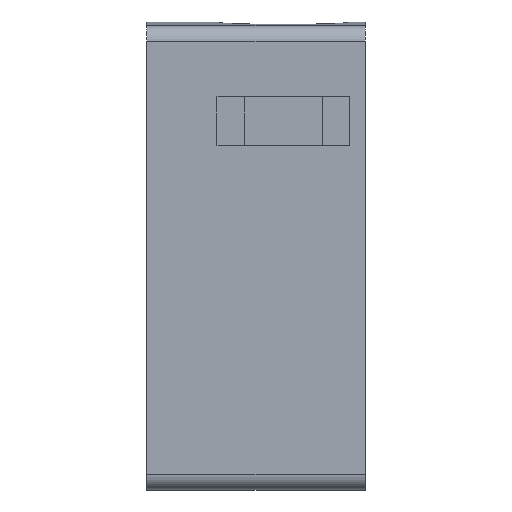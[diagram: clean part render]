
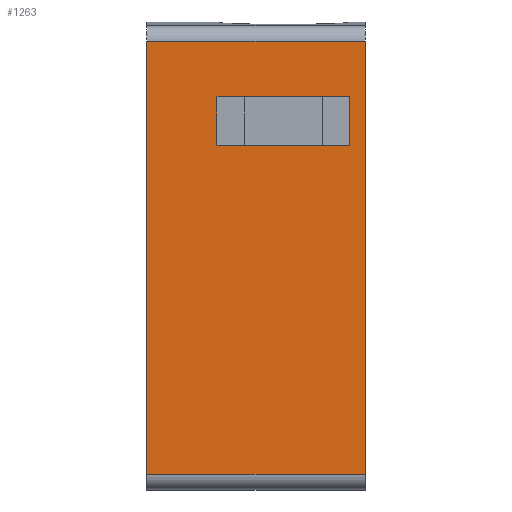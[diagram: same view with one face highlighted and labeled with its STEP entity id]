
A CAD part, front view. The second image highlights one B-rep face of the part: STEP entity #1263.
In plain terms, the highlighted planar face has unit normal (0, -1, 0).
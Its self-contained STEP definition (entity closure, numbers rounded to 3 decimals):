
#1216=AXIS2_PLACEMENT_3D('Plane Axis2P3D',#1213,#1214,#1215) ;
#154=CARTESIAN_POINT('Vertex',(14.,0.,28.772)) ;
#157=CARTESIAN_POINT('Line Origine',(14.,0.,14.886)) ;
#161=CARTESIAN_POINT('Vertex',(14.,0.,1.)) ;
#247=CARTESIAN_POINT('Vertex',(0.,0.,1.)) ;
#250=CARTESIAN_POINT('Line Origine',(0.,0.,14.886)) ;
#254=CARTESIAN_POINT('Vertex',(0.,0.,28.772)) ;
#460=CARTESIAN_POINT('Line Origine',(7.,0.,1.)) ;
#1213=CARTESIAN_POINT('Axis2P3D Location',(0.,0.,0.)) ;
#1218=CARTESIAN_POINT('Line Origine',(7.,0.,28.772)) ;
#1229=CARTESIAN_POINT('Line Origine',(4.5,0.,23.65)) ;
#1233=CARTESIAN_POINT('Vertex',(4.5,0.,25.2)) ;
#1235=CARTESIAN_POINT('Vertex',(4.5,0.,22.1)) ;
#1238=CARTESIAN_POINT('Line Origine',(8.75,0.,25.2)) ;
#1242=CARTESIAN_POINT('Vertex',(13.,0.,25.2)) ;
#1245=CARTESIAN_POINT('Line Origine',(13.,0.,23.65)) ;
#1249=CARTESIAN_POINT('Vertex',(13.,0.,22.1)) ;
#1252=CARTESIAN_POINT('Line Origine',(8.75,0.,22.1)) ;
#158=DIRECTION('Vector Direction',(0.,0.,1.)) ;
#251=DIRECTION('Vector Direction',(0.,0.,1.)) ;
#461=DIRECTION('Vector Direction',(1.,0.,0.)) ;
#1214=DIRECTION('Axis2P3D Direction',(0.,1.,0.)) ;
#1215=DIRECTION('Axis2P3D XDirection',(0.,0.,1.)) ;
#1219=DIRECTION('Vector Direction',(1.,0.,0.)) ;
#1230=DIRECTION('Vector Direction',(0.,0.,-1.)) ;
#1239=DIRECTION('Vector Direction',(-1.,0.,0.)) ;
#1246=DIRECTION('Vector Direction',(0.,0.,1.)) ;
#1253=DIRECTION('Vector Direction',(1.,0.,0.)) ;
#159=VECTOR('Line Direction',#158,1.) ;
#252=VECTOR('Line Direction',#251,1.) ;
#462=VECTOR('Line Direction',#461,1.) ;
#1220=VECTOR('Line Direction',#1219,1.) ;
#1231=VECTOR('Line Direction',#1230,1.) ;
#1240=VECTOR('Line Direction',#1239,1.) ;
#1247=VECTOR('Line Direction',#1246,1.) ;
#1254=VECTOR('Line Direction',#1253,1.) ;
#1224=ORIENTED_EDGE('',*,*,#1222,.F.) ;
#1225=ORIENTED_EDGE('',*,*,#256,.T.) ;
#1226=ORIENTED_EDGE('',*,*,#464,.T.) ;
#1227=ORIENTED_EDGE('',*,*,#163,.F.) ;
#1258=ORIENTED_EDGE('',*,*,#1237,.F.) ;
#1259=ORIENTED_EDGE('',*,*,#1244,.F.) ;
#1260=ORIENTED_EDGE('',*,*,#1251,.F.) ;
#1261=ORIENTED_EDGE('',*,*,#1256,.F.) ;
#1262=FACE_BOUND('',#1257,.T.) ;
#1263=ADVANCED_FACE('HOUSING',(#1228,#1262),#1217,.F.) ;
#163=EDGE_CURVE('',#155,#162,#160,.F.) ;
#256=EDGE_CURVE('',#255,#248,#253,.F.) ;
#464=EDGE_CURVE('',#248,#162,#463,.T.) ;
#1222=EDGE_CURVE('',#255,#155,#1221,.T.) ;
#1237=EDGE_CURVE('',#1234,#1236,#1232,.T.) ;
#1244=EDGE_CURVE('',#1243,#1234,#1241,.T.) ;
#1251=EDGE_CURVE('',#1250,#1243,#1248,.T.) ;
#1256=EDGE_CURVE('',#1236,#1250,#1255,.T.) ;
#1223=EDGE_LOOP('',(#1224,#1225,#1226,#1227)) ;
#1257=EDGE_LOOP('',(#1258,#1259,#1260,#1261)) ;
#1228=FACE_OUTER_BOUND('',#1223,.T.) ;
#160=LINE('Line',#157,#159) ;
#253=LINE('Line',#250,#252) ;
#463=LINE('Line',#460,#462) ;
#1221=LINE('Line',#1218,#1220) ;
#1232=LINE('Line',#1229,#1231) ;
#1241=LINE('Line',#1238,#1240) ;
#1248=LINE('Line',#1245,#1247) ;
#1255=LINE('Line',#1252,#1254) ;
#1217=PLANE('',#1216) ;
#155=VERTEX_POINT('',#154) ;
#162=VERTEX_POINT('',#161) ;
#248=VERTEX_POINT('',#247) ;
#255=VERTEX_POINT('',#254) ;
#1234=VERTEX_POINT('',#1233) ;
#1236=VERTEX_POINT('',#1235) ;
#1243=VERTEX_POINT('',#1242) ;
#1250=VERTEX_POINT('',#1249) ;
